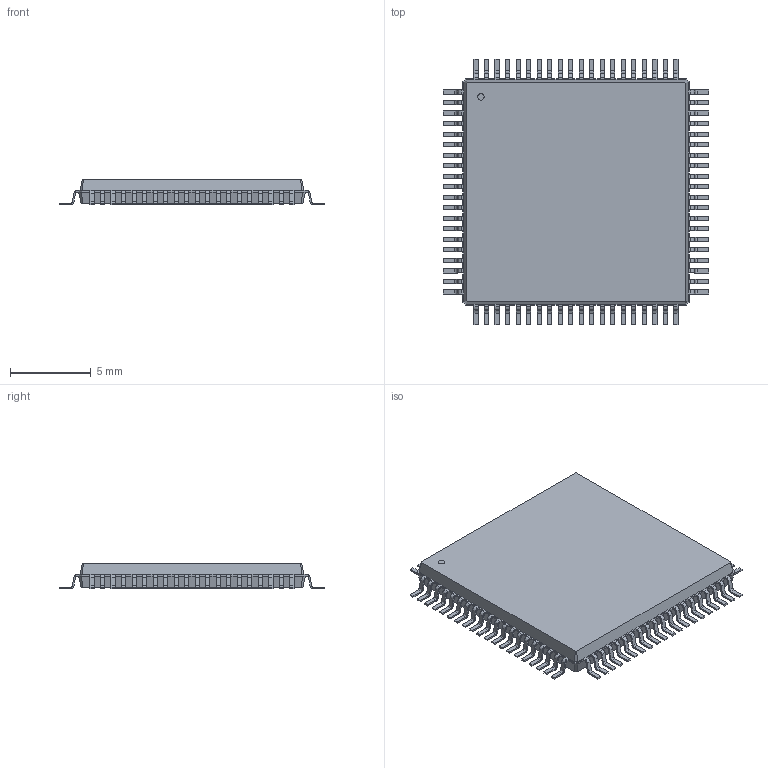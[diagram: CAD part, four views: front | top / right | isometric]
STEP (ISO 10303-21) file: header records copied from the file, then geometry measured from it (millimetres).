
FILE_DESCRIPTION(/* description */ ('model of TQFP-80-1EP_14x14mm_P0.65mm_EP9.5x9.5mm'),/* implementation_level */ '2;1');
FILE_NAME(/* name */ 'TQFP-80-1EP_14x14mm_P0.65mm_EP9.5x9.5mm.step',/* time_stamp */ '1970-01-01T00:00:00',/* author */ ('KiCAD','kicad'),/* organization */ ('OCCT'),/* preprocessor_version */ '',/* originating_system */ 'KiCAD',/* authorisation */ '');
FILE_SCHEMA(('AUTOMOTIVE_DESIGN { 1 0 10303 214 1 1 1 1 }'));
Length unit declared in the file: millimetre
Products named in the file (1): TQFP-80-1EP_14x14mm_P0.65mm_EP9.5x9.5mm
Bounding box: 16.4 x 16.4 x 1.6 mm (x, y, z)
Volume: 298 mm3; surface area: 566.5 mm2
Topology: 1 solids, 1 shells, 1232 faces, 3357 edges, 2129 vertices
Faces by surface type: plane 896, cylinder 320, bspline 16
Entity records: 24669 total; most frequent: ORIENTED_EDGE 5740, EDGE_CURVE 3357, CARTESIAN_POINT 2932, LINE 2132, VERTEX_POINT 2129, AXIS2_PLACEMENT_3D 1579, FACE_BOUND 1234, EDGE_LOOP 1234
